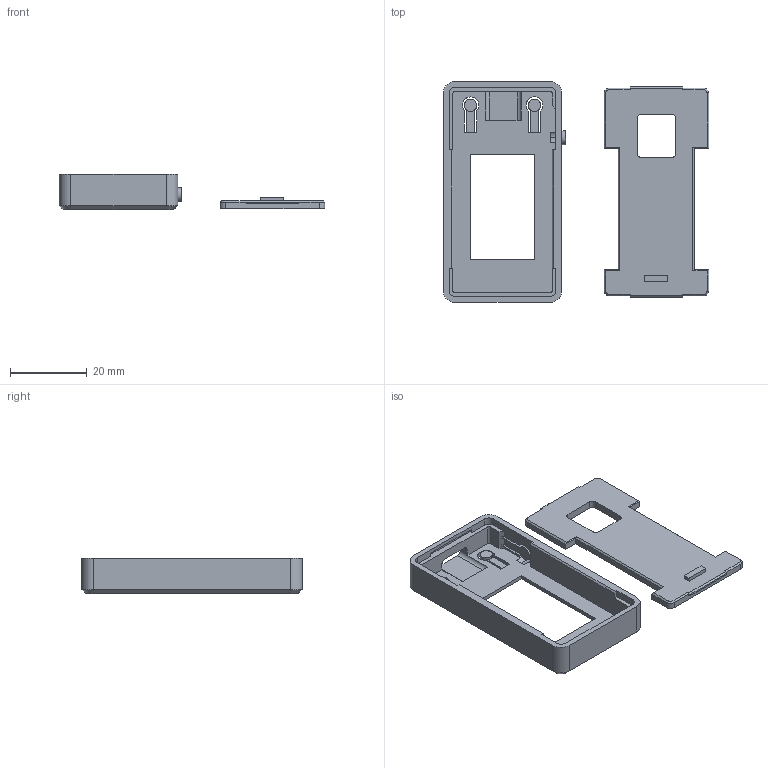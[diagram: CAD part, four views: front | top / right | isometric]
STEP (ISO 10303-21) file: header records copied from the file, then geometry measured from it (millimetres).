
FILE_DESCRIPTION(('HOOPS Exchange Step'),'2;1');
FILE_NAME('/TTGO-Display-Enclosure-Remastered','2024-06-04T09:04:29+03:00',('yuvalbenjamin'),('Shapr3D Limited'),'HOOPS Exchange 2024.2','Shapr3D','Authorized');
FILE_SCHEMA( ('AUTOMOTIVE_DESIGN { 1 0 10303 214 1 1 1 1 }') );
Length unit declared in the file: millimetre
Products named in the file (1): root
Bounding box: 69 x 57.3 x 9.1 mm (x, y, z)
Volume: 6950.6 mm3; surface area: 8185.2 mm2
Topology: 2 solids, 2 shells, 180 faces, 499 edges, 322 vertices
Faces by surface type: plane 135, cylinder 33, cone 12
Full cylindrical faces by diameter (mm): 3.2 x2, 3.6 x1
Entity records: 5739 total; most frequent: CARTESIAN_POINT 1014, ORIENTED_EDGE 998, DIRECTION 951, EDGE_CURVE 499, VECTOR 401, LINE 401, VERTEX_POINT 322, AXIS2_PLACEMENT_3D 275
